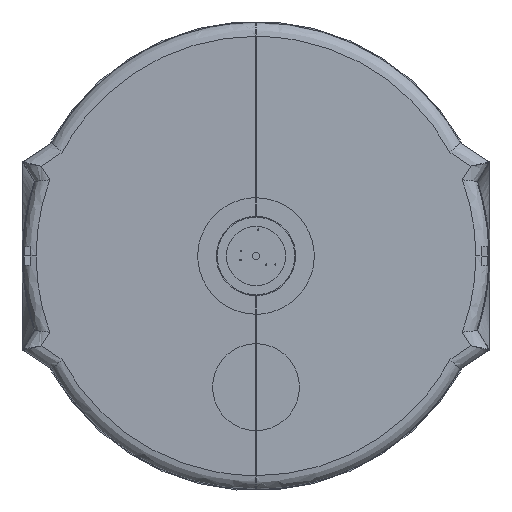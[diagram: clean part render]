
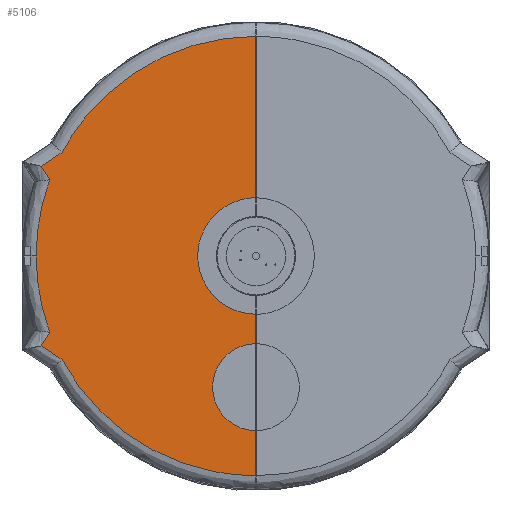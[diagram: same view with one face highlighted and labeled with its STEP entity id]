
A CAD part, front view. The second image highlights one B-rep face of the part: STEP entity #5106.
In plain terms, the highlighted planar face has unit normal (-0.018, -1, 0).
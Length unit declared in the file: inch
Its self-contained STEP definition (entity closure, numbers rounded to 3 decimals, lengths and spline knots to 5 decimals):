
#1110 = B_SPLINE_CURVE_WITH_KNOTS ( 'NONE', 3,
 ( #4443, #4441, #4463, #4464 ),
 .UNSPECIFIED., .F., .F.,
 ( 4, 4 ),
 ( 0., 0.00262 ),
 .UNSPECIFIED. ) ;
#1111 =( BOUNDED_CURVE ( )  B_SPLINE_CURVE ( 3, ( #4466, #4458, #4470, #4472 ),
 .UNSPECIFIED., .F., .T. ) 
 B_SPLINE_CURVE_WITH_KNOTS ( ( 4, 4 ),
 ( 0., 0.35442 ),
 .UNSPECIFIED. ) 
 CURVE ( )  GEOMETRIC_REPRESENTATION_ITEM ( )  RATIONAL_B_SPLINE_CURVE ( ( 1., 0.99, 0.99, 1. ) ) 
 REPRESENTATION_ITEM ( '' )  );
#1112 = B_SPLINE_CURVE_WITH_KNOTS ( 'NONE', 3,
 ( #4460, #4469, #4481, #4483 ),
 .UNSPECIFIED., .F., .F.,
 ( 4, 4 ),
 ( 0., 0.00262 ),
 .UNSPECIFIED. ) ;
#1114 = B_SPLINE_CURVE_WITH_KNOTS ( 'NONE', 3,
 ( #4501, #4492, #4504, #4506 ),
 .UNSPECIFIED., .F., .F.,
 ( 4, 4 ),
 ( 0., 0.00409 ),
 .UNSPECIFIED. ) ;
#1122 =( BOUNDED_CURVE ( )  B_SPLINE_CURVE ( 3, ( #4687, #4690, #4698, #4699 ),
 .UNSPECIFIED., .F., .T. ) 
 B_SPLINE_CURVE_WITH_KNOTS ( ( 4, 4 ),
 ( 5.92876, 6.28319 ),
 .UNSPECIFIED. ) 
 CURVE ( )  GEOMETRIC_REPRESENTATION_ITEM ( )  RATIONAL_B_SPLINE_CURVE ( ( 1., 0.99, 0.99, 1. ) ) 
 REPRESENTATION_ITEM ( '' )  );
#1152 =( BOUNDED_CURVE ( )  B_SPLINE_CURVE ( 3, ( #13512, #13519, #13530, #13531 ),
 .UNSPECIFIED., .F., .T. ) 
 B_SPLINE_CURVE_WITH_KNOTS ( ( 4, 4 ),
 ( 4.71239, 7.85398 ),
 .UNSPECIFIED. ) 
 CURVE ( )  GEOMETRIC_REPRESENTATION_ITEM ( )  RATIONAL_B_SPLINE_CURVE ( ( 1., 0.333, 0.333, 1. ) ) 
 REPRESENTATION_ITEM ( '' )  );
#1157 =( BOUNDED_CURVE ( )  B_SPLINE_CURVE ( 3, ( #13562, #13563, #13570, #13571 ),
 .UNSPECIFIED., .F., .F. ) 
 B_SPLINE_CURVE_WITH_KNOTS ( ( 4, 4 ),
 ( 0.49109, 1.57191 ),
 .UNSPECIFIED. ) 
 CURVE ( )  GEOMETRIC_REPRESENTATION_ITEM ( )  RATIONAL_B_SPLINE_CURVE ( ( 1., 0.905, 0.905, 1. ) ) 
 REPRESENTATION_ITEM ( '' )  );
#1166 = B_SPLINE_CURVE_WITH_KNOTS ( 'NONE', 3,
 ( #2183, #2182, #2188, #2189 ),
 .UNSPECIFIED., .F., .F.,
 ( 4, 4 ),
 ( 0., 0.00409 ),
 .UNSPECIFIED. ) ;
#1170 =( BOUNDED_CURVE ( )  B_SPLINE_CURVE ( 3, ( #2212, #2213, #2218, #2219 ),
 .UNSPECIFIED., .F., .F. ) 
 B_SPLINE_CURVE_WITH_KNOTS ( ( 4, 4 ),
 ( 4.71128, 5.7921 ),
 .UNSPECIFIED. ) 
 CURVE ( )  GEOMETRIC_REPRESENTATION_ITEM ( )  RATIONAL_B_SPLINE_CURVE ( ( 1., 0.905, 0.905, 1. ) ) 
 REPRESENTATION_ITEM ( '' )  );
#1536 = LINE ( 'NONE', #4478, #1575 ) ;
#1575 = VECTOR ( 'NONE', #4486, 39.37008 ) ;
#1633 = LINE ( 'NONE', #4488, #1653 ) ;
#1653 = VECTOR ( 'NONE', #4491, 39.37008 ) ;
#2182 = CARTESIAN_POINT ( 'NONE',  ( -1.29409, 1.2163, 0.63768 ) ) ;
#2183 = CARTESIAN_POINT ( 'NONE',  ( -1.24935, 1.21552, 0.66729 ) ) ;
#2188 = CARTESIAN_POINT ( 'NONE',  ( -1.33883, 1.21709, 0.60808 ) ) ;
#2189 = CARTESIAN_POINT ( 'NONE',  ( -1.38358, 1.21787, 0.57847 ) ) ;
#2212 = CARTESIAN_POINT ( 'NONE',  ( 0., 1.19372, 1.415 ) ) ;
#2213 = CARTESIAN_POINT ( 'NONE',  ( -0.53628, 1.20308, 1.41559 ) ) ;
#2218 = CARTESIAN_POINT ( 'NONE',  ( -0.99645, 1.21111, 1.1402 ) ) ;
#2219 = CARTESIAN_POINT ( 'NONE',  ( -1.24935, 1.21552, 0.66729 ) ) ;
#2465 = CARTESIAN_POINT ( 'NONE',  ( -1.38358, 1.21787, 0.57847 ) ) ;
#4441 = CARTESIAN_POINT ( 'NONE',  ( -1.34694, 1.21723, -0.52021 ) ) ;
#4443 = CARTESIAN_POINT ( 'NONE',  ( -1.32862, 1.21691, -0.49107 ) ) ;
#4458 = CARTESIAN_POINT ( 'NONE',  ( -1.41657, 1.21844, -0.16805 ) ) ;
#4460 = CARTESIAN_POINT ( 'NONE',  ( -1.38358, 1.21787, 0.57847 ) ) ;
#4463 = CARTESIAN_POINT ( 'NONE',  ( -1.36526, 1.21755, -0.54934 ) ) ;
#4464 = CARTESIAN_POINT ( 'NONE',  ( -1.38358, 1.21787, -0.57847 ) ) ;
#4466 = CARTESIAN_POINT ( 'NONE',  ( -1.41657, 1.21844, 0. ) ) ;
#4469 = CARTESIAN_POINT ( 'NONE',  ( -1.36526, 1.21755, 0.54934 ) ) ;
#4470 = CARTESIAN_POINT ( 'NONE',  ( -1.38695, 1.21793, -0.33347 ) ) ;
#4472 = CARTESIAN_POINT ( 'NONE',  ( -1.32862, 1.21691, -0.49107 ) ) ;
#4478 = CARTESIAN_POINT ( 'NONE',  ( 0., 1.19372, 1.505 ) ) ;
#4481 = CARTESIAN_POINT ( 'NONE',  ( -1.34694, 1.21723, 0.52021 ) ) ;
#4483 = CARTESIAN_POINT ( 'NONE',  ( -1.32862, 1.21691, 0.49107 ) ) ;
#4486 = DIRECTION ( 'NONE',  ( 0., 0., -1. ) ) ;
#4488 = CARTESIAN_POINT ( 'NONE',  ( 0., 1.19372, 1.505 ) ) ;
#4491 = DIRECTION ( 'NONE',  ( 0., 0., -1. ) ) ;
#4492 = CARTESIAN_POINT ( 'NONE',  ( -1.33883, 1.21709, -0.60808 ) ) ;
#4501 = CARTESIAN_POINT ( 'NONE',  ( -1.38358, 1.21787, -0.57847 ) ) ;
#4504 = CARTESIAN_POINT ( 'NONE',  ( -1.29409, 1.2163, -0.63768 ) ) ;
#4506 = CARTESIAN_POINT ( 'NONE',  ( -1.24935, 1.21552, -0.66729 ) ) ;
#4687 = CARTESIAN_POINT ( 'NONE',  ( -1.32862, 1.21691, 0.49107 ) ) ;
#4690 = CARTESIAN_POINT ( 'NONE',  ( -1.38695, 1.21793, 0.33347 ) ) ;
#4698 = CARTESIAN_POINT ( 'NONE',  ( -1.41657, 1.21844, 0.16805 ) ) ;
#4699 = CARTESIAN_POINT ( 'NONE',  ( -1.41657, 1.21844, 0. ) ) ;
#5106 = ADVANCED_FACE ( 'NONE', ( #9585 ), #18156, .T. ) ;
#5191 = VERTEX_POINT ( 'NONE', #18983 ) ;
#5224 = VERTEX_POINT ( 'NONE', #19016 ) ;
#5541 = VERTEX_POINT ( 'NONE', #13738 ) ;
#5542 = VERTEX_POINT ( 'NONE', #13739 ) ;
#7715 = EDGE_CURVE ( 'NONE', #17151, #17129, #1110, .T. ) ;
#7716 = EDGE_CURVE ( 'NONE', #5542, #17151, #1111, .T. ) ;
#7718 = EDGE_CURVE ( 'NONE', #19320, #5541, #1112, .T. ) ;
#7719 = EDGE_CURVE ( 'NONE', #5224, #17179, #1536, .T. ) ;
#7720 = EDGE_CURVE ( 'NONE', #17125, #16782, #1633, .T. ) ;
#7722 = EDGE_CURVE ( 'NONE', #17129, #17087, #1114, .T. ) ;
#7731 = EDGE_CURVE ( 'NONE', #5541, #5542, #1122, .T. ) ;
#7856 = AXIS2_PLACEMENT_3D ( 'NONE', #18155, #18199, #18200 ) ;
#9585 = FACE_OUTER_BOUND ( 'NONE', #20836, .T. ) ;
#11191 = ORIENTED_EDGE ( 'NONE', *, *, #7715, .T. ) ;
#11192 = ORIENTED_EDGE ( 'NONE', *, *, #19124, .T. ) ;
#11193 = ORIENTED_EDGE ( 'NONE', *, *, #7718, .T. ) ;
#11194 = ORIENTED_EDGE ( 'NONE', *, *, #7731, .T. ) ;
#11195 = ORIENTED_EDGE ( 'NONE', *, *, #7716, .T. ) ;
#12357 = CARTESIAN_POINT ( 'NONE',  ( 0., 1.19372, -1.415 ) ) ;
#12939 = CARTESIAN_POINT ( 'NONE',  ( -1.24935, 1.21552, -0.66729 ) ) ;
#13009 = CARTESIAN_POINT ( 'NONE',  ( 0., 1.19372, -0.375 ) ) ;
#13017 = CARTESIAN_POINT ( 'NONE',  ( -1.38358, 1.21787, -0.57847 ) ) ;
#13055 = CARTESIAN_POINT ( 'NONE',  ( -1.32862, 1.21691, -0.49107 ) ) ;
#13094 = CARTESIAN_POINT ( 'NONE',  ( 0., 1.19372, 0.375 ) ) ;
#13512 = CARTESIAN_POINT ( 'NONE',  ( 0., 1.19372, -0.375 ) ) ;
#13519 = CARTESIAN_POINT ( 'NONE',  ( -0.75, 1.20681, -0.375 ) ) ;
#13530 = CARTESIAN_POINT ( 'NONE',  ( -0.75, 1.20681, 0.375 ) ) ;
#13531 = CARTESIAN_POINT ( 'NONE',  ( 0., 1.19372, 0.375 ) ) ;
#13562 = CARTESIAN_POINT ( 'NONE',  ( -1.24935, 1.21552, -0.66729 ) ) ;
#13563 = CARTESIAN_POINT ( 'NONE',  ( -0.99645, 1.21111, -1.1402 ) ) ;
#13570 = CARTESIAN_POINT ( 'NONE',  ( -0.53628, 1.20308, -1.41559 ) ) ;
#13571 = CARTESIAN_POINT ( 'NONE',  ( 0., 1.19372, -1.415 ) ) ;
#13738 = CARTESIAN_POINT ( 'NONE',  ( -1.32862, 1.21691, 0.49107 ) ) ;
#13739 = CARTESIAN_POINT ( 'NONE',  ( -1.41657, 1.21844, 0. ) ) ;
#16782 = VERTEX_POINT ( 'NONE', #12357 ) ;
#17087 = VERTEX_POINT ( 'NONE', #12939 ) ;
#17125 = VERTEX_POINT ( 'NONE', #13009 ) ;
#17129 = VERTEX_POINT ( 'NONE', #13017 ) ;
#17151 = VERTEX_POINT ( 'NONE', #13055 ) ;
#17179 = VERTEX_POINT ( 'NONE', #13094 ) ;
#17412 = ORIENTED_EDGE ( 'NONE', *, *, #19104, .T. ) ;
#17420 = ORIENTED_EDGE ( 'NONE', *, *, #7719, .F. ) ;
#17577 = ORIENTED_EDGE ( 'NONE', *, *, #19112, .T. ) ;
#17699 = ORIENTED_EDGE ( 'NONE', *, *, #19129, .T. ) ;
#17701 = ORIENTED_EDGE ( 'NONE', *, *, #7722, .T. ) ;
#17707 = ORIENTED_EDGE ( 'NONE', *, *, #7720, .F. ) ;
#18155 = CARTESIAN_POINT ( 'NONE',  ( 0., 1.19372, 1.505 ) ) ;
#18156 = PLANE ( 'NONE',  #7856 ) ;
#18199 = DIRECTION ( 'NONE',  ( -0.017, -1., 0. ) ) ;
#18200 = DIRECTION ( 'NONE',  ( -1., 0.017, 0. ) ) ;
#18983 = CARTESIAN_POINT ( 'NONE',  ( -1.24935, 1.21552, 0.66729 ) ) ;
#19016 = CARTESIAN_POINT ( 'NONE',  ( 0., 1.19372, 1.415 ) ) ;
#19104 = EDGE_CURVE ( 'NONE', #17125, #17179, #1152, .T. ) ;
#19112 = EDGE_CURVE ( 'NONE', #17087, #16782, #1157, .T. ) ;
#19124 = EDGE_CURVE ( 'NONE', #5191, #19320, #1166, .T. ) ;
#19129 = EDGE_CURVE ( 'NONE', #5224, #5191, #1170, .T. ) ;
#19320 = VERTEX_POINT ( 'NONE', #2465 ) ;
#20836 = EDGE_LOOP ( 'NONE', ( #17701, #17577, #17707, #17412, #17420, #17699, #11192, #11193, #11194, #11195, #11191 ) ) ;
